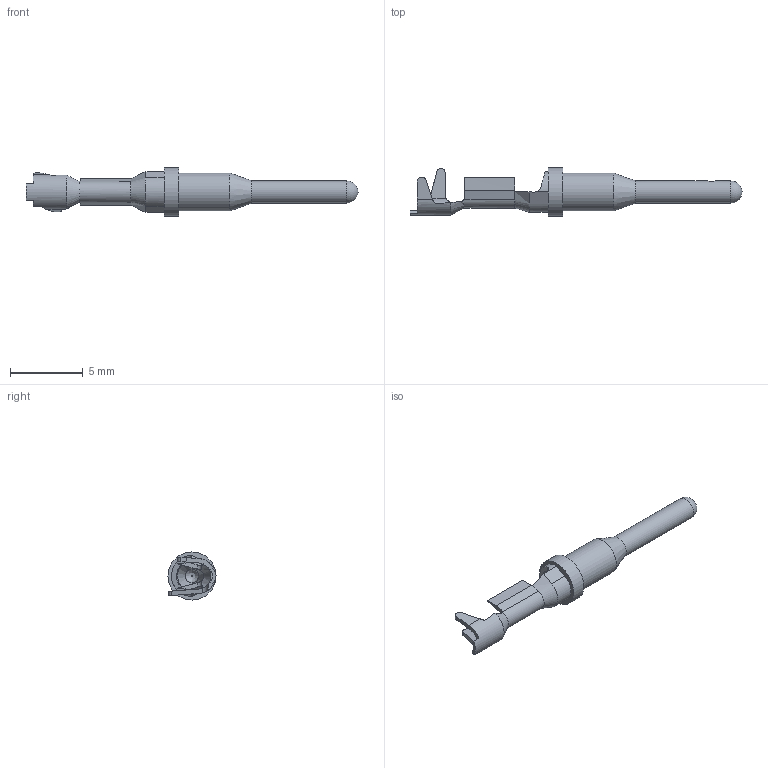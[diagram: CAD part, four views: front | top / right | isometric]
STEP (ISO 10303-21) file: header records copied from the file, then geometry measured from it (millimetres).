
FILE_DESCRIPTION( ( 'STEP AP203' ), '1' );
FILE_NAME( 'AT60-16-0822.stp', '2019-07-23T09:32:17', ( '' ), ( '' ), ' ', 'PARTsolutions', ' ' );
FILE_SCHEMA( ( 'CONFIG_CONTROL_DESIGN' ) );
Length unit declared in the file: millimetre
Products named in the file (1): _AT60-16-0822
Bounding box: 22.8 x 3.3 x 3.3 mm (x, y, z)
Volume: 34.2 mm3; surface area: 230.5 mm2
Topology: 1 solids, 1 shells, 81 faces, 223 edges, 145 vertices
Faces by surface type: plane 47, cylinder 26, bspline 5, cone 2, sphere 1
Full cylindrical faces by diameter (mm): 0.6 x1, 0.93 x1, 1.53 x1, 2 x1, 2.6 x1, 3.3 x1
Entity records: 2795 total; most frequent: CARTESIAN_POINT 818, ORIENTED_EDGE 420, DIRECTION 362, EDGE_CURVE 210, VERTEX_POINT 143, AXIS2_PLACEMENT_3D 129, LINE 104, VECTOR 104
